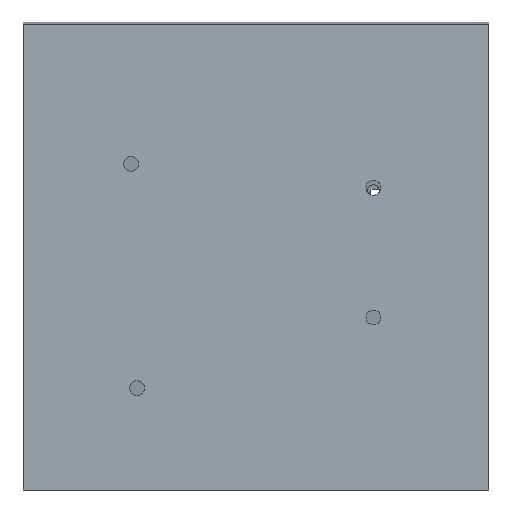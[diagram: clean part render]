
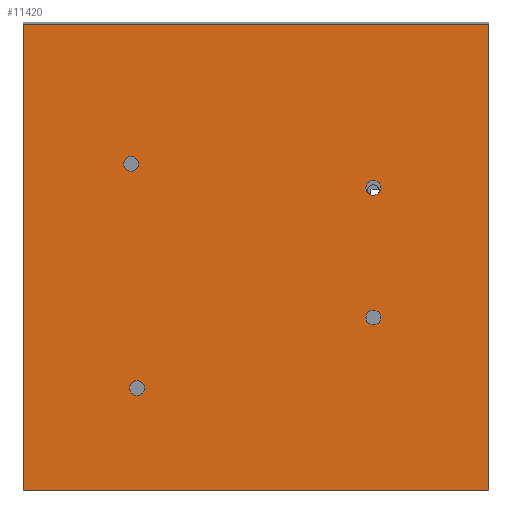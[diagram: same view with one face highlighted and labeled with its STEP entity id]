
A CAD part, front view. The second image highlights one B-rep face of the part: STEP entity #11420.
In plain terms, the highlighted planar face has unit normal (0, -1, 0).
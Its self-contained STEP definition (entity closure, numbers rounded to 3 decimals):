
#377=FACE_BOUND('',#1841,.T.);
#378=FACE_BOUND('',#1842,.T.);
#379=FACE_BOUND('',#1843,.T.);
#380=FACE_BOUND('',#1844,.T.);
#587=PLANE('',#11880);
#1175=FACE_OUTER_BOUND('',#1840,.T.);
#1840=EDGE_LOOP('',(#10721,#10722,#10723,#10724));
#1841=EDGE_LOOP('',(#10725));
#1842=EDGE_LOOP('',(#10726));
#1843=EDGE_LOOP('',(#10727));
#1844=EDGE_LOOP('',(#10728));
#1967=CIRCLE('',#11814,1.6);
#1969=CIRCLE('',#11817,1.6);
#1971=CIRCLE('',#11820,1.6);
#1973=CIRCLE('',#11823,1.6);
#3542=LINE('',#25567,#4452);
#3546=LINE('',#25573,#4456);
#3549=LINE('',#25578,#4459);
#3551=LINE('',#25584,#4461);
#4452=VECTOR('',#13681,10.);
#4456=VECTOR('',#13687,10.);
#4459=VECTOR('',#13692,10.);
#4461=VECTOR('',#13702,10.);
#5523=VERTEX_POINT('',#23797);
#5525=VERTEX_POINT('',#23803);
#5527=VERTEX_POINT('',#23809);
#5529=VERTEX_POINT('',#23815);
#5592=VERTEX_POINT('',#25564);
#5593=VERTEX_POINT('',#25566);
#5594=VERTEX_POINT('',#25571);
#5595=VERTEX_POINT('',#25576);
#7182=EDGE_CURVE('',#5523,#5523,#1967,.T.);
#7185=EDGE_CURVE('',#5525,#5525,#1969,.T.);
#7188=EDGE_CURVE('',#5527,#5527,#1971,.T.);
#7191=EDGE_CURVE('',#5529,#5529,#1973,.T.);
#7297=EDGE_CURVE('',#5593,#5592,#3542,.T.);
#7301=EDGE_CURVE('',#5592,#5594,#3546,.T.);
#7304=EDGE_CURVE('',#5594,#5595,#3549,.T.);
#7306=EDGE_CURVE('',#5595,#5593,#3551,.T.);
#10721=ORIENTED_EDGE('',*,*,#7301,.T.);
#10722=ORIENTED_EDGE('',*,*,#7304,.T.);
#10723=ORIENTED_EDGE('',*,*,#7306,.T.);
#10724=ORIENTED_EDGE('',*,*,#7297,.T.);
#10725=ORIENTED_EDGE('',*,*,#7182,.T.);
#10726=ORIENTED_EDGE('',*,*,#7185,.T.);
#10727=ORIENTED_EDGE('',*,*,#7188,.T.);
#10728=ORIENTED_EDGE('',*,*,#7191,.T.);
#11420=ADVANCED_FACE('',(#1175,#377,#378,#379,#380),#587,.F.);
#11814=AXIS2_PLACEMENT_3D('',#23799,#13487,#13488);
#11817=AXIS2_PLACEMENT_3D('',#23805,#13494,#13495);
#11820=AXIS2_PLACEMENT_3D('',#23811,#13501,#13502);
#11823=AXIS2_PLACEMENT_3D('',#23817,#13508,#13509);
#11880=AXIS2_PLACEMENT_3D('',#25585,#13703,#13704);
#13487=DIRECTION('center_axis',(0.,1.,0.));
#13488=DIRECTION('ref_axis',(1.,0.,0.));
#13494=DIRECTION('center_axis',(0.,1.,0.));
#13495=DIRECTION('ref_axis',(1.,0.,0.));
#13501=DIRECTION('center_axis',(0.,1.,0.));
#13502=DIRECTION('ref_axis',(1.,0.,0.));
#13508=DIRECTION('center_axis',(0.,1.,0.));
#13509=DIRECTION('ref_axis',(1.,0.,0.));
#13681=DIRECTION('',(0.,0.,1.));
#13687=DIRECTION('',(-1.,0.,0.));
#13692=DIRECTION('',(0.,0.,-1.));
#13702=DIRECTION('',(1.,0.,0.));
#13703=DIRECTION('center_axis',(0.,1.,0.));
#13704=DIRECTION('ref_axis',(1.,0.,0.));
#23797=CARTESIAN_POINT('',(23.638,-100.,24.969));
#23799=CARTESIAN_POINT('Origin',(25.238,-100.,24.969));
#23803=CARTESIAN_POINT('',(23.638,-100.,-2.931));
#23805=CARTESIAN_POINT('Origin',(25.238,-100.,-2.931));
#23809=CARTESIAN_POINT('',(-27.162,-100.,-18.131));
#23811=CARTESIAN_POINT('Origin',(-25.562,-100.,-18.131));
#23815=CARTESIAN_POINT('',(-28.462,-100.,30.069));
#23817=CARTESIAN_POINT('Origin',(-26.862,-100.,30.069));
#25564=CARTESIAN_POINT('',(50.,-100.,60.));
#25566=CARTESIAN_POINT('',(50.,-100.,-40.));
#25567=CARTESIAN_POINT('',(50.,-100.,-40.));
#25571=CARTESIAN_POINT('',(-50.,-100.,60.));
#25573=CARTESIAN_POINT('',(50.,-100.,60.));
#25576=CARTESIAN_POINT('',(-50.,-100.,-40.));
#25578=CARTESIAN_POINT('',(-50.,-100.,60.));
#25584=CARTESIAN_POINT('',(-50.,-100.,-40.));
#25585=CARTESIAN_POINT('Origin',(0.,-100.,10.));
